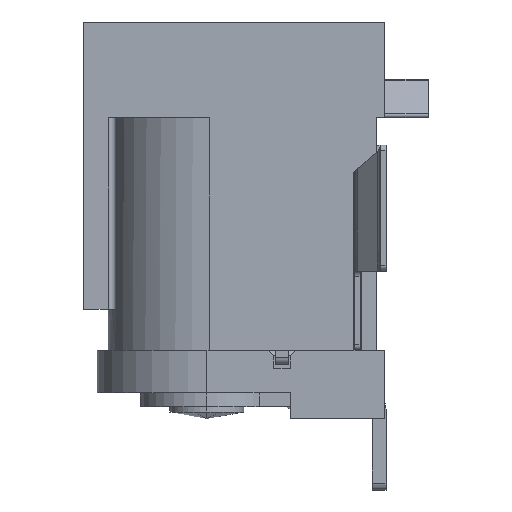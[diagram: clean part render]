
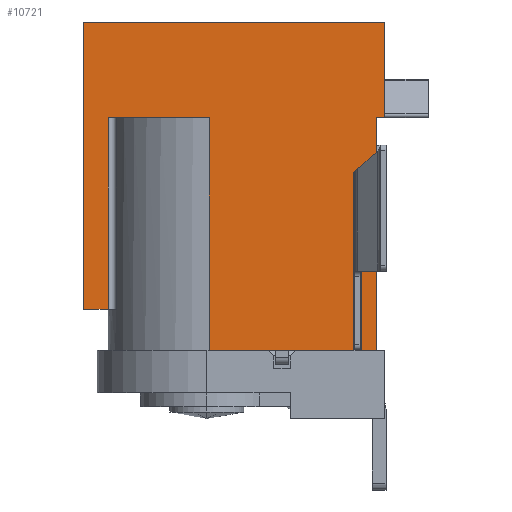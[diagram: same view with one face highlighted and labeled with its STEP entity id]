
A CAD part, left-side view. The second image highlights one B-rep face of the part: STEP entity #10721.
In plain terms, the highlighted planar face has unit normal (-1, 0, 0).
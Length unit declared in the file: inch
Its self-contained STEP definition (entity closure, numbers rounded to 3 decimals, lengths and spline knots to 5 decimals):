
#117 = VERTEX_POINT ( 'NONE', #1551 ) ;
#333 = AXIS2_PLACEMENT_3D ( 'NONE', #11545, #10532, #11366 ) ;
#478 = CARTESIAN_POINT ( 'NONE',  ( -0.17717, -0.24409, -0.47244 ) ) ;
#831 = PLANE ( 'NONE',  #333 ) ;
#880 = VECTOR ( 'NONE', #6119, 39.37008 ) ;
#903 = VECTOR ( 'NONE', #1814, 39.37008 ) ;
#980 = CARTESIAN_POINT ( 'NONE',  ( -0.17717, -0.22244, -0.47244 ) ) ;
#1053 = LINE ( 'NONE', #11534, #5834 ) ;
#1159 = CARTESIAN_POINT ( 'NONE',  ( -0.17717, 0.14173, -0.23622 ) ) ;
#1206 = CARTESIAN_POINT ( 'NONE',  ( -0.17717, -0.22047, -0.21654 ) ) ;
#1269 = ORIENTED_EDGE ( 'NONE', *, *, #2251, .T. ) ;
#1416 = EDGE_CURVE ( 'NONE', #10398, #6102, #11621, .T. ) ;
#1551 = CARTESIAN_POINT ( 'NONE',  ( -0.17717, 0.17717, -0.41339 ) ) ;
#1743 = ORIENTED_EDGE ( 'NONE', *, *, #7984, .F. ) ;
#1814 = DIRECTION ( 'NONE',  ( 0., 0., -1. ) ) ;
#1949 = ORIENTED_EDGE ( 'NONE', *, *, #6437, .F. ) ;
#2038 = VERTEX_POINT ( 'NONE', #1206 ) ;
#2121 = VERTEX_POINT ( 'NONE', #7466 ) ;
#2163 = CARTESIAN_POINT ( 'NONE',  ( -0.17717, -0.21063, -0.21654 ) ) ;
#2251 = EDGE_CURVE ( 'NONE', #4437, #6778, #5594, .T. ) ;
#2295 = ORIENTED_EDGE ( 'NONE', *, *, #4398, .F. ) ;
#2611 = LINE ( 'NONE', #12008, #7226 ) ;
#3138 = DIRECTION ( 'NONE',  ( 0., 0., 1. ) ) ;
#3269 = VECTOR ( 'NONE', #11019, 39.37008 ) ;
#3274 = DIRECTION ( 'NONE',  ( 0., -1., 0. ) ) ;
#3291 = VECTOR ( 'NONE', #8043, 39.37008 ) ;
#3331 = LINE ( 'NONE', #11729, #10965 ) ;
#3468 = VECTOR ( 'NONE', #9495, 39.37008 ) ;
#3489 = DIRECTION ( 'NONE',  ( 0., 1., 0. ) ) ;
#3530 = LINE ( 'NONE', #7345, #9684 ) ;
#3573 = CARTESIAN_POINT ( 'NONE',  ( -0.17717, -0.24409, -0.1378 ) ) ;
#3589 = CARTESIAN_POINT ( 'NONE',  ( -0.17717, 0.14173, -0.1378 ) ) ;
#3889 = ORIENTED_EDGE ( 'NONE', *, *, #5848, .T. ) ;
#3996 = LINE ( 'NONE', #9068, #7475 ) ;
#4192 = DIRECTION ( 'NONE',  ( 0., 1., 0. ) ) ;
#4229 = LINE ( 'NONE', #11051, #3291 ) ;
#4359 = VECTOR ( 'NONE', #7632, 39.37008 ) ;
#4398 = EDGE_CURVE ( 'NONE', #117, #10398, #3331, .T. ) ;
#4425 = CARTESIAN_POINT ( 'NONE',  ( -0.17717, 0.17717, 0. ) ) ;
#4437 = VERTEX_POINT ( 'NONE', #6966 ) ;
#4518 = DIRECTION ( 'NONE',  ( 0., 0., -1. ) ) ;
#4685 = DIRECTION ( 'NONE',  ( 0., 1., 0. ) ) ;
#4840 = VERTEX_POINT ( 'NONE', #11629 ) ;
#4881 = DIRECTION ( 'NONE',  ( 0., 0., -1. ) ) ;
#4927 = CARTESIAN_POINT ( 'NONE',  ( -0.17717, -0.03937, -0.47244 ) ) ;
#4980 = CARTESIAN_POINT ( 'NONE',  ( -0.17717, -0.00394, -0.23622 ) ) ;
#5104 = LINE ( 'NONE', #1159, #880 ) ;
#5289 = EDGE_CURVE ( 'NONE', #6102, #4840, #7458, .T. ) ;
#5363 = VERTEX_POINT ( 'NONE', #9640 ) ;
#5580 = LINE ( 'NONE', #4980, #4359 ) ;
#5594 = LINE ( 'NONE', #9645, #903 ) ;
#5600 = FACE_OUTER_BOUND ( 'NONE', #8764, .T. ) ;
#5654 = CARTESIAN_POINT ( 'NONE',  ( -0.17717, -0.21063, -0.21654 ) ) ;
#5747 = EDGE_CURVE ( 'NONE', #2121, #8765, #6803, .T. ) ;
#5793 = CARTESIAN_POINT ( 'NONE',  ( -0.17717, -0.25591, 0. ) ) ;
#5834 = VECTOR ( 'NONE', #4881, 39.37008 ) ;
#5848 = EDGE_CURVE ( 'NONE', #9776, #5363, #7001, .T. ) ;
#5983 = EDGE_CURVE ( 'NONE', #4840, #8528, #2611, .T. ) ;
#6061 = DIRECTION ( 'NONE',  ( 0., -1., 0. ) ) ;
#6088 = CARTESIAN_POINT ( 'NONE',  ( -0.17717, -0.00394, -0.1378 ) ) ;
#6102 = VERTEX_POINT ( 'NONE', #5793 ) ;
#6119 = DIRECTION ( 'NONE',  ( 0., 0., -1. ) ) ;
#6437 = EDGE_CURVE ( 'NONE', #9776, #2121, #1053, .T. ) ;
#6563 = CARTESIAN_POINT ( 'NONE',  ( -0.17717, -0.03937, -0.1378 ) ) ;
#6616 = ORIENTED_EDGE ( 'NONE', *, *, #5983, .F. ) ;
#6736 = DIRECTION ( 'NONE',  ( 0., -1., 0. ) ) ;
#6778 = VERTEX_POINT ( 'NONE', #980 ) ;
#6803 = LINE ( 'NONE', #4927, #11037 ) ;
#6946 = VECTOR ( 'NONE', #11359, 39.37008 ) ;
#6966 = CARTESIAN_POINT ( 'NONE',  ( -0.17717, -0.22244, -0.21654 ) ) ;
#7001 = LINE ( 'NONE', #2163, #9231 ) ;
#7217 = VECTOR ( 'NONE', #4518, 39.37008 ) ;
#7226 = VECTOR ( 'NONE', #3489, 39.37008 ) ;
#7345 = CARTESIAN_POINT ( 'NONE',  ( -0.17717, -0.23327, -0.47244 ) ) ;
#7374 = LINE ( 'NONE', #11268, #3269 ) ;
#7458 = LINE ( 'NONE', #10280, #7217 ) ;
#7466 = CARTESIAN_POINT ( 'NONE',  ( -0.17717, -0.21063, -0.47244 ) ) ;
#7475 = VECTOR ( 'NONE', #4192, 39.37008 ) ;
#7632 = DIRECTION ( 'NONE',  ( 0., 0., 1. ) ) ;
#7984 = EDGE_CURVE ( 'NONE', #10119, #9694, #9375, .T. ) ;
#8043 = DIRECTION ( 'NONE',  ( 0., -1., 0. ) ) ;
#8138 = ORIENTED_EDGE ( 'NONE', *, *, #12099, .F. ) ;
#8400 = ORIENTED_EDGE ( 'NONE', *, *, #9639, .T. ) ;
#8528 = VERTEX_POINT ( 'NONE', #3573 ) ;
#8555 = ORIENTED_EDGE ( 'NONE', *, *, #9193, .F. ) ;
#8640 = ORIENTED_EDGE ( 'NONE', *, *, #5289, .F. ) ;
#8677 = VERTEX_POINT ( 'NONE', #9570 ) ;
#8739 = EDGE_CURVE ( 'NONE', #2038, #5363, #3996, .T. ) ;
#8764 = EDGE_LOOP ( 'NONE', ( #1269, #8400, #11450, #6616, #8640, #11814, #2295, #9318, #8555, #1743, #8138, #8892, #1949, #3889, #11099, #12339 ) ) ;
#8765 = VERTEX_POINT ( 'NONE', #11639 ) ;
#8892 = ORIENTED_EDGE ( 'NONE', *, *, #5747, .F. ) ;
#8971 = EDGE_CURVE ( 'NONE', #12288, #8528, #7374, .T. ) ;
#9068 = CARTESIAN_POINT ( 'NONE',  ( -0.17717, -0.03937, -0.21654 ) ) ;
#9129 = VECTOR ( 'NONE', #6736, 39.37008 ) ;
#9193 = EDGE_CURVE ( 'NONE', #9694, #8677, #5104, .T. ) ;
#9231 = VECTOR ( 'NONE', #6061, 39.37008 ) ;
#9318 = ORIENTED_EDGE ( 'NONE', *, *, #11779, .T. ) ;
#9375 = LINE ( 'NONE', #6563, #3468 ) ;
#9495 = DIRECTION ( 'NONE',  ( 0., 1., 0. ) ) ;
#9570 = CARTESIAN_POINT ( 'NONE',  ( -0.17717, 0.14173, -0.41339 ) ) ;
#9615 = EDGE_CURVE ( 'NONE', #2038, #4437, #4229, .T. ) ;
#9639 = EDGE_CURVE ( 'NONE', #6778, #12288, #3530, .T. ) ;
#9640 = CARTESIAN_POINT ( 'NONE',  ( -0.17717, -0.2126, -0.21654 ) ) ;
#9645 = CARTESIAN_POINT ( 'NONE',  ( -0.17717, -0.22244, -0.25591 ) ) ;
#9684 = VECTOR ( 'NONE', #3274, 39.37008 ) ;
#9694 = VERTEX_POINT ( 'NONE', #3589 ) ;
#9776 = VERTEX_POINT ( 'NONE', #5654 ) ;
#10119 = VERTEX_POINT ( 'NONE', #6088 ) ;
#10280 = CARTESIAN_POINT ( 'NONE',  ( -0.17717, -0.25591, -0.23622 ) ) ;
#10398 = VERTEX_POINT ( 'NONE', #4425 ) ;
#10532 = DIRECTION ( 'NONE',  ( 1., 0., 0. ) ) ;
#10721 = ADVANCED_FACE ( 'NONE', ( #5600 ), #831, .F. ) ;
#10965 = VECTOR ( 'NONE', #3138, 39.37008 ) ;
#11019 = DIRECTION ( 'NONE',  ( 0., 0., 1. ) ) ;
#11037 = VECTOR ( 'NONE', #4685, 39.37008 ) ;
#11051 = CARTESIAN_POINT ( 'NONE',  ( -0.17717, -0.21063, -0.21654 ) ) ;
#11099 = ORIENTED_EDGE ( 'NONE', *, *, #8739, .F. ) ;
#11268 = CARTESIAN_POINT ( 'NONE',  ( -0.17717, -0.24409, -0.30512 ) ) ;
#11359 = DIRECTION ( 'NONE',  ( 0., -1., 0. ) ) ;
#11366 = DIRECTION ( 'NONE',  ( 0., -1., 0. ) ) ;
#11444 = CARTESIAN_POINT ( 'NONE',  ( -0.17717, -0.03937, 0. ) ) ;
#11450 = ORIENTED_EDGE ( 'NONE', *, *, #8971, .T. ) ;
#11534 = CARTESIAN_POINT ( 'NONE',  ( -0.17717, -0.21063, -0.23622 ) ) ;
#11535 = LINE ( 'NONE', #12281, #6946 ) ;
#11545 = CARTESIAN_POINT ( 'NONE',  ( -0.17717, 0.18583, 0.00945 ) ) ;
#11621 = LINE ( 'NONE', #11444, #9129 ) ;
#11629 = CARTESIAN_POINT ( 'NONE',  ( -0.17717, -0.25591, -0.1378 ) ) ;
#11639 = CARTESIAN_POINT ( 'NONE',  ( -0.17717, -0.00394, -0.47244 ) ) ;
#11729 = CARTESIAN_POINT ( 'NONE',  ( -0.17717, 0.17717, -0.23622 ) ) ;
#11779 = EDGE_CURVE ( 'NONE', #117, #8677, #11535, .T. ) ;
#11814 = ORIENTED_EDGE ( 'NONE', *, *, #1416, .F. ) ;
#12008 = CARTESIAN_POINT ( 'NONE',  ( -0.17717, -0.03937, -0.1378 ) ) ;
#12099 = EDGE_CURVE ( 'NONE', #8765, #10119, #5580, .T. ) ;
#12281 = CARTESIAN_POINT ( 'NONE',  ( -0.17717, 0.15377, -0.41339 ) ) ;
#12288 = VERTEX_POINT ( 'NONE', #478 ) ;
#12339 = ORIENTED_EDGE ( 'NONE', *, *, #9615, .T. ) ;
